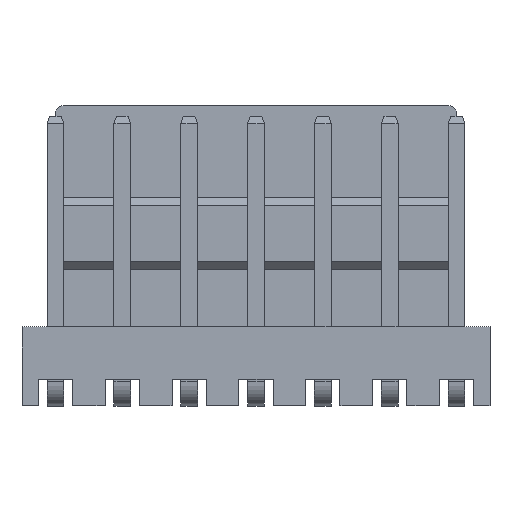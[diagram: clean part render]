
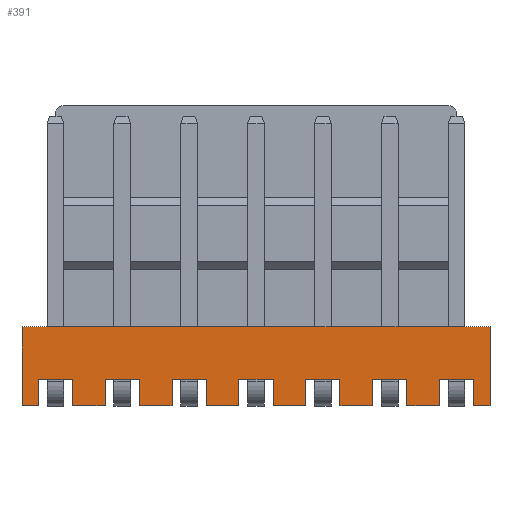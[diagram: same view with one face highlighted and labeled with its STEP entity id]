
A CAD part, top view. The second image highlights one B-rep face of the part: STEP entity #391.
In plain terms, the highlighted planar face has unit normal (0, 0, 1).
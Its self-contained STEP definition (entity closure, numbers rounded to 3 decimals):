
#391=ADVANCED_FACE('',(#2127),#2129,.T.);
#2127=FACE_BOUND('',#2128,.T.);
#2128=EDGE_LOOP('',(#3504,#3505,#3506,#3507,#3508,#3509,#3510,#3511,#3512,#3513,
#3514,#3515,#3516,#3517,#3518,#3519,#3520,#3521,#3522,#3523,#3524,#3525,#3526,#3527,
#3528,#3529,#3530,#3531,#3532,#3533,#3534,#3535));
#2129=PLANE('',#2130);
#2130=AXIS2_PLACEMENT_3D('',#2131,#2132,#2133);
#2131=CARTESIAN_POINT('',(-1.27,-0.32,5.9));
#2132=DIRECTION('',(0.,0.,1.));
#2133=DIRECTION('',(1.,0.,0.));
#3504=ORIENTED_EDGE('',*,*,#4320,.T.);
#3505=ORIENTED_EDGE('',*,*,#4410,.T.);
#3506=ORIENTED_EDGE('',*,*,#4409,.T.);
#3507=ORIENTED_EDGE('',*,*,#4406,.T.);
#3508=ORIENTED_EDGE('',*,*,#4400,.T.);
#3509=ORIENTED_EDGE('',*,*,#4398,.T.);
#3510=ORIENTED_EDGE('',*,*,#4397,.T.);
#3511=ORIENTED_EDGE('',*,*,#4394,.T.);
#3512=ORIENTED_EDGE('',*,*,#4388,.T.);
#3513=ORIENTED_EDGE('',*,*,#4386,.T.);
#3514=ORIENTED_EDGE('',*,*,#4385,.T.);
#3515=ORIENTED_EDGE('',*,*,#4382,.T.);
#3516=ORIENTED_EDGE('',*,*,#4376,.T.);
#3517=ORIENTED_EDGE('',*,*,#4374,.T.);
#3518=ORIENTED_EDGE('',*,*,#4373,.T.);
#3519=ORIENTED_EDGE('',*,*,#4370,.T.);
#3520=ORIENTED_EDGE('',*,*,#4364,.T.);
#3521=ORIENTED_EDGE('',*,*,#4362,.T.);
#3522=ORIENTED_EDGE('',*,*,#4361,.T.);
#3523=ORIENTED_EDGE('',*,*,#4358,.T.);
#3524=ORIENTED_EDGE('',*,*,#4352,.T.);
#3525=ORIENTED_EDGE('',*,*,#4350,.T.);
#3526=ORIENTED_EDGE('',*,*,#4349,.T.);
#3527=ORIENTED_EDGE('',*,*,#4347,.T.);
#3528=ORIENTED_EDGE('',*,*,#4275,.F.);
#3529=ORIENTED_EDGE('',*,*,#4342,.F.);
#3530=ORIENTED_EDGE('',*,*,#4340,.T.);
#3531=ORIENTED_EDGE('',*,*,#4339,.T.);
#3532=ORIENTED_EDGE('',*,*,#4332,.T.);
#3533=ORIENTED_EDGE('',*,*,#4330,.T.);
#3534=ORIENTED_EDGE('',*,*,#4328,.T.);
#3535=ORIENTED_EDGE('',*,*,#4326,.T.);
#4275=EDGE_CURVE('',#4804,#4806,#4807,.T.);
#4320=EDGE_CURVE('',#4891,#4889,#4892,.F.);
#4326=EDGE_CURVE('',#4902,#4891,#4903,.F.);
#4328=EDGE_CURVE('',#4905,#4902,#4906,.T.);
#4330=EDGE_CURVE('',#4908,#4905,#4909,.F.);
#4332=EDGE_CURVE('',#4911,#4908,#4912,.F.);
#4339=EDGE_CURVE('',#4922,#4911,#4924,.F.);
#4340=EDGE_CURVE('',#4925,#4922,#4926,.T.);
#4342=EDGE_CURVE('',#4925,#4804,#4928,.T.);
#4347=EDGE_CURVE('',#4934,#4806,#4936,.T.);
#4349=EDGE_CURVE('',#4937,#4934,#4939,.T.);
#4350=EDGE_CURVE('',#4940,#4937,#4941,.F.);
#4352=EDGE_CURVE('',#4943,#4940,#4944,.F.);
#4358=EDGE_CURVE('',#4954,#4943,#4955,.F.);
#4361=EDGE_CURVE('',#4957,#4954,#4959,.T.);
#4362=EDGE_CURVE('',#4960,#4957,#4961,.F.);
#4364=EDGE_CURVE('',#4963,#4960,#4964,.F.);
#4370=EDGE_CURVE('',#4974,#4963,#4975,.F.);
#4373=EDGE_CURVE('',#4977,#4974,#4979,.T.);
#4374=EDGE_CURVE('',#4980,#4977,#4981,.F.);
#4376=EDGE_CURVE('',#4983,#4980,#4984,.F.);
#4382=EDGE_CURVE('',#4994,#4983,#4995,.F.);
#4385=EDGE_CURVE('',#4997,#4994,#4999,.T.);
#4386=EDGE_CURVE('',#5000,#4997,#5001,.F.);
#4388=EDGE_CURVE('',#5003,#5000,#5004,.F.);
#4394=EDGE_CURVE('',#5014,#5003,#5015,.F.);
#4397=EDGE_CURVE('',#5017,#5014,#5019,.T.);
#4398=EDGE_CURVE('',#5020,#5017,#5021,.F.);
#4400=EDGE_CURVE('',#5023,#5020,#5024,.F.);
#4406=EDGE_CURVE('',#5034,#5023,#5035,.F.);
#4409=EDGE_CURVE('',#5037,#5034,#5039,.T.);
#4410=EDGE_CURVE('',#4889,#5037,#5040,.F.);
#4804=VERTEX_POINT('',#5684);
#4806=VERTEX_POINT('',#5688);
#4807=LINE('',#5689,#5690);
#4889=VERTEX_POINT('',#5859);
#4891=VERTEX_POINT('',#5863);
#4892=LINE('',#5864,#5865);
#4902=VERTEX_POINT('',#5886);
#4903=LINE('',#5887,#5888);
#4905=VERTEX_POINT('',#5893);
#4906=LINE('',#5894,#5895);
#4908=VERTEX_POINT('',#5900);
#4909=LINE('',#5901,#5902);
#4911=VERTEX_POINT('',#5907);
#4912=LINE('',#5908,#5909);
#4922=VERTEX_POINT('',#5930);
#4924=LINE('',#5934,#5935);
#4925=VERTEX_POINT('',#5937);
#4926=LINE('',#5938,#5939);
#4928=LINE('',#5944,#5945);
#4934=VERTEX_POINT('',#5958);
#4936=LINE('',#5962,#5963);
#4937=VERTEX_POINT('',#5965);
#4939=LINE('',#5969,#5970);
#4940=VERTEX_POINT('',#5972);
#4941=LINE('',#5973,#5974);
#4943=VERTEX_POINT('',#5979);
#4944=LINE('',#5980,#5981);
#4954=VERTEX_POINT('',#6002);
#4955=LINE('',#6003,#6004);
#4957=VERTEX_POINT('',#6009);
#4959=LINE('',#6013,#6014);
#4960=VERTEX_POINT('',#6016);
#4961=LINE('',#6017,#6018);
#4963=VERTEX_POINT('',#6023);
#4964=LINE('',#6024,#6025);
#4974=VERTEX_POINT('',#6046);
#4975=LINE('',#6047,#6048);
#4977=VERTEX_POINT('',#6053);
#4979=LINE('',#6057,#6058);
#4980=VERTEX_POINT('',#6060);
#4981=LINE('',#6061,#6062);
#4983=VERTEX_POINT('',#6067);
#4984=LINE('',#6068,#6069);
#4994=VERTEX_POINT('',#6090);
#4995=LINE('',#6091,#6092);
#4997=VERTEX_POINT('',#6097);
#4999=LINE('',#6101,#6102);
#5000=VERTEX_POINT('',#6104);
#5001=LINE('',#6105,#6106);
#5003=VERTEX_POINT('',#6111);
#5004=LINE('',#6112,#6113);
#5014=VERTEX_POINT('',#6134);
#5015=LINE('',#6135,#6136);
#5017=VERTEX_POINT('',#6141);
#5019=LINE('',#6145,#6146);
#5020=VERTEX_POINT('',#6148);
#5021=LINE('',#6149,#6150);
#5023=VERTEX_POINT('',#6155);
#5024=LINE('',#6156,#6157);
#5034=VERTEX_POINT('',#6178);
#5035=LINE('',#6179,#6180);
#5037=VERTEX_POINT('',#6185);
#5039=LINE('',#6189,#6190);
#5040=LINE('',#6192,#6193);
#5684=CARTESIAN_POINT('',(-1.27,2.68,5.9));
#5688=CARTESIAN_POINT('',(16.51,2.68,5.9));
#5689=CARTESIAN_POINT('',(-1.27,2.68,5.9));
#5690=VECTOR('',#5691,1.);
#5691=DIRECTION('',(1.,0.,0.));
#5859=CARTESIAN_POINT('',(3.19,0.68,5.9));
#5863=CARTESIAN_POINT('',(1.89,0.68,5.9));
#5864=CARTESIAN_POINT('',(3.19,0.68,5.9));
#5865=VECTOR('',#5866,1.);
#5866=DIRECTION('',(-1.,0.,0.));
#5886=CARTESIAN_POINT('',(1.89,-0.32,5.9));
#5887=CARTESIAN_POINT('',(1.89,0.68,5.9));
#5888=VECTOR('',#5889,1.);
#5889=DIRECTION('',(0.,-1.,0.));
#5893=CARTESIAN_POINT('',(0.65,-0.32,5.9));
#5894=CARTESIAN_POINT('',(0.65,-0.32,5.9));
#5895=VECTOR('',#5896,1.);
#5896=DIRECTION('',(1.,0.,0.));
#5900=CARTESIAN_POINT('',(0.65,0.68,5.9));
#5901=CARTESIAN_POINT('',(0.65,-0.32,5.9));
#5902=VECTOR('',#5903,1.);
#5903=DIRECTION('',(0.,1.,0.));
#5907=CARTESIAN_POINT('',(-0.65,0.68,5.9));
#5908=CARTESIAN_POINT('',(0.65,0.68,5.9));
#5909=VECTOR('',#5910,1.);
#5910=DIRECTION('',(-1.,0.,0.));
#5930=CARTESIAN_POINT('',(-0.65,-0.32,5.9));
#5934=CARTESIAN_POINT('',(-0.65,0.68,5.9));
#5935=VECTOR('',#5936,1.);
#5936=DIRECTION('',(0.,-1.,0.));
#5937=CARTESIAN_POINT('',(-1.27,-0.32,5.9));
#5938=CARTESIAN_POINT('',(-1.27,-0.32,5.9));
#5939=VECTOR('',#5940,1.);
#5940=DIRECTION('',(1.,0.,0.));
#5944=CARTESIAN_POINT('',(-1.27,-0.32,5.9));
#5945=VECTOR('',#5946,1.);
#5946=DIRECTION('',(0.,1.,0.));
#5958=CARTESIAN_POINT('',(16.51,-0.32,5.9));
#5962=CARTESIAN_POINT('',(16.51,-0.32,5.9));
#5963=VECTOR('',#5964,1.);
#5964=DIRECTION('',(0.,1.,0.));
#5965=CARTESIAN_POINT('',(15.89,-0.32,5.9));
#5969=CARTESIAN_POINT('',(15.89,-0.32,5.9));
#5970=VECTOR('',#5971,1.);
#5971=DIRECTION('',(1.,0.,0.));
#5972=CARTESIAN_POINT('',(15.89,0.68,5.9));
#5973=CARTESIAN_POINT('',(15.89,-0.32,5.9));
#5974=VECTOR('',#5975,1.);
#5975=DIRECTION('',(0.,1.,0.));
#5979=CARTESIAN_POINT('',(14.59,0.68,5.9));
#5980=CARTESIAN_POINT('',(15.89,0.68,5.9));
#5981=VECTOR('',#5982,1.);
#5982=DIRECTION('',(-1.,0.,0.));
#6002=CARTESIAN_POINT('',(14.59,-0.32,5.9));
#6003=CARTESIAN_POINT('',(14.59,0.68,5.9));
#6004=VECTOR('',#6005,1.);
#6005=DIRECTION('',(0.,-1.,0.));
#6009=CARTESIAN_POINT('',(13.35,-0.32,5.9));
#6013=CARTESIAN_POINT('',(13.35,-0.32,5.9));
#6014=VECTOR('',#6015,1.);
#6015=DIRECTION('',(1.,0.,0.));
#6016=CARTESIAN_POINT('',(13.35,0.68,5.9));
#6017=CARTESIAN_POINT('',(13.35,-0.32,5.9));
#6018=VECTOR('',#6019,1.);
#6019=DIRECTION('',(0.,1.,0.));
#6023=CARTESIAN_POINT('',(12.05,0.68,5.9));
#6024=CARTESIAN_POINT('',(13.35,0.68,5.9));
#6025=VECTOR('',#6026,1.);
#6026=DIRECTION('',(-1.,0.,0.));
#6046=CARTESIAN_POINT('',(12.05,-0.32,5.9));
#6047=CARTESIAN_POINT('',(12.05,0.68,5.9));
#6048=VECTOR('',#6049,1.);
#6049=DIRECTION('',(0.,-1.,0.));
#6053=CARTESIAN_POINT('',(10.81,-0.32,5.9));
#6057=CARTESIAN_POINT('',(10.81,-0.32,5.9));
#6058=VECTOR('',#6059,1.);
#6059=DIRECTION('',(1.,0.,0.));
#6060=CARTESIAN_POINT('',(10.81,0.68,5.9));
#6061=CARTESIAN_POINT('',(10.81,-0.32,5.9));
#6062=VECTOR('',#6063,1.);
#6063=DIRECTION('',(0.,1.,0.));
#6067=CARTESIAN_POINT('',(9.51,0.68,5.9));
#6068=CARTESIAN_POINT('',(10.81,0.68,5.9));
#6069=VECTOR('',#6070,1.);
#6070=DIRECTION('',(-1.,0.,0.));
#6090=CARTESIAN_POINT('',(9.51,-0.32,5.9));
#6091=CARTESIAN_POINT('',(9.51,0.68,5.9));
#6092=VECTOR('',#6093,1.);
#6093=DIRECTION('',(0.,-1.,0.));
#6097=CARTESIAN_POINT('',(8.27,-0.32,5.9));
#6101=CARTESIAN_POINT('',(8.27,-0.32,5.9));
#6102=VECTOR('',#6103,1.);
#6103=DIRECTION('',(1.,0.,0.));
#6104=CARTESIAN_POINT('',(8.27,0.68,5.9));
#6105=CARTESIAN_POINT('',(8.27,-0.32,5.9));
#6106=VECTOR('',#6107,1.);
#6107=DIRECTION('',(0.,1.,0.));
#6111=CARTESIAN_POINT('',(6.97,0.68,5.9));
#6112=CARTESIAN_POINT('',(8.27,0.68,5.9));
#6113=VECTOR('',#6114,1.);
#6114=DIRECTION('',(-1.,0.,0.));
#6134=CARTESIAN_POINT('',(6.97,-0.32,5.9));
#6135=CARTESIAN_POINT('',(6.97,0.68,5.9));
#6136=VECTOR('',#6137,1.);
#6137=DIRECTION('',(0.,-1.,0.));
#6141=CARTESIAN_POINT('',(5.73,-0.32,5.9));
#6145=CARTESIAN_POINT('',(5.73,-0.32,5.9));
#6146=VECTOR('',#6147,1.);
#6147=DIRECTION('',(1.,0.,0.));
#6148=CARTESIAN_POINT('',(5.73,0.68,5.9));
#6149=CARTESIAN_POINT('',(5.73,-0.32,5.9));
#6150=VECTOR('',#6151,1.);
#6151=DIRECTION('',(0.,1.,0.));
#6155=CARTESIAN_POINT('',(4.43,0.68,5.9));
#6156=CARTESIAN_POINT('',(5.73,0.68,5.9));
#6157=VECTOR('',#6158,1.);
#6158=DIRECTION('',(-1.,0.,0.));
#6178=CARTESIAN_POINT('',(4.43,-0.32,5.9));
#6179=CARTESIAN_POINT('',(4.43,0.68,5.9));
#6180=VECTOR('',#6181,1.);
#6181=DIRECTION('',(0.,-1.,0.));
#6185=CARTESIAN_POINT('',(3.19,-0.32,5.9));
#6189=CARTESIAN_POINT('',(3.19,-0.32,5.9));
#6190=VECTOR('',#6191,1.);
#6191=DIRECTION('',(1.,0.,0.));
#6192=CARTESIAN_POINT('',(3.19,-0.32,5.9));
#6193=VECTOR('',#6194,1.);
#6194=DIRECTION('',(0.,1.,0.));
